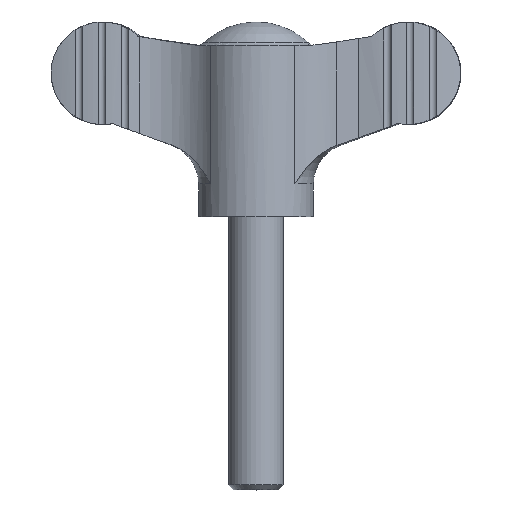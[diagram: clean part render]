
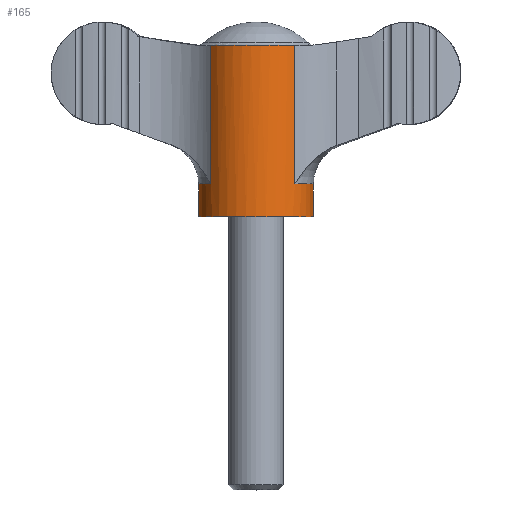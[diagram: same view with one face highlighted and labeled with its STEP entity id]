
A CAD part, top view. The second image highlights one B-rep face of the part: STEP entity #165.
In plain terms, the highlighted cylindrical face has radius 10.5 mm (diameter 21 mm), a full revolution.
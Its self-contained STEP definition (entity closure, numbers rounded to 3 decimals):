
#165 = ADVANCED_FACE( '', ( #334, #335 ), #336, .T. );
#334 = FACE_OUTER_BOUND( '', #500, .T. );
#335 = FACE_OUTER_BOUND( '', #501, .T. );
#336 = CYLINDRICAL_SURFACE( '', #502, 10.5 );
#500 = EDGE_LOOP( '', ( #926 ) );
#501 = EDGE_LOOP( '', ( #927, #928, #929, #930, #931, #932, #933, #934 ) );
#502 = AXIS2_PLACEMENT_3D( '', #935, #936, #937 );
#926 = ORIENTED_EDGE( '', *, *, #1035, .F. );
#927 = ORIENTED_EDGE( '', *, *, #1143, .T. );
#928 = ORIENTED_EDGE( '', *, *, #1121, .F. );
#929 = ORIENTED_EDGE( '', *, *, #1095, .F. );
#930 = ORIENTED_EDGE( '', *, *, #1140, .T. );
#931 = ORIENTED_EDGE( '', *, *, #1146, .T. );
#932 = ORIENTED_EDGE( '', *, *, #1110, .F. );
#933 = ORIENTED_EDGE( '', *, *, #1091, .F. );
#934 = ORIENTED_EDGE( '', *, *, #1130, .T. );
#935 = CARTESIAN_POINT( '', ( 0., 0., 0. ) );
#936 = DIRECTION( '', ( 0., 1., 0. ) );
#937 = DIRECTION( '', ( 0., 0., -1. ) );
#1035 = EDGE_CURVE( '', #1251, #1251, #1252, .T. );
#1091 = EDGE_CURVE( '', #1341, #1343, #1344, .T. );
#1095 = EDGE_CURVE( '', #1349, #1351, #1352, .T. );
#1110 = EDGE_CURVE( '', #1343, #1373, #1374, .T. );
#1121 = EDGE_CURVE( '', #1351, #1390, #1391, .T. );
#1130 = EDGE_CURVE( '', #1341, #1400, #1402, .T. );
#1140 = EDGE_CURVE( '', #1349, #1414, #1416, .T. );
#1143 = EDGE_CURVE( '', #1400, #1390, #1419, .T. );
#1146 = EDGE_CURVE( '', #1414, #1373, #1422, .T. );
#1251 = VERTEX_POINT( '', #1652 );
#1252 = CIRCLE( '', #1653, 10.5 );
#1341 = VERTEX_POINT( '', #2021 );
#1343 = VERTEX_POINT( '', #2028 );
#1344 = CIRCLE( '', #2029, 10.5 );
#1349 = VERTEX_POINT( '', #2039 );
#1351 = VERTEX_POINT( '', #2046 );
#1352 = CIRCLE( '', #2047, 10.5 );
#1373 = VERTEX_POINT( '', #2113 );
#1374 = LINE( '', #2114, #2115 );
#1390 = VERTEX_POINT( '', #2184 );
#1391 = LINE( '', #2185, #2186 );
#1400 = VERTEX_POINT( '', #2239 );
#1402 = LINE( '', #2256, #2257 );
#1414 = VERTEX_POINT( '', #2294 );
#1416 = LINE( '', #2311, #2312 );
#1419 = CIRCLE( '', #2315, 10.5 );
#1422 = CIRCLE( '', #2318, 10.5 );
#1652 = CARTESIAN_POINT( '', ( 0., 0., -10.5 ) );
#1653 = AXIS2_PLACEMENT_3D( '', #2488, #2489, #2490 );
#2021 = CARTESIAN_POINT( '', ( 8.303, 31.308, -6.427 ) );
#2028 = CARTESIAN_POINT( '', ( -7.109, 31.308, -7.728 ) );
#2029 = AXIS2_PLACEMENT_3D( '', #2513, #2514, #2515 );
#2039 = CARTESIAN_POINT( '', ( -8.303, 31.308, 6.427 ) );
#2046 = CARTESIAN_POINT( '', ( 7.109, 31.308, 7.728 ) );
#2047 = AXIS2_PLACEMENT_3D( '', #2519, #2520, #2521 );
#2113 = CARTESIAN_POINT( '', ( -7.109, 5.998, -7.728 ) );
#2114 = CARTESIAN_POINT( '', ( -7.109, 87.7, -7.728 ) );
#2115 = VECTOR( '', #2528, 1000. );
#2184 = CARTESIAN_POINT( '', ( 7.109, 5.998, 7.728 ) );
#2185 = CARTESIAN_POINT( '', ( 7.109, 87.7, 7.728 ) );
#2186 = VECTOR( '', #2534, 1000. );
#2239 = CARTESIAN_POINT( '', ( 8.303, 5.998, -6.427 ) );
#2256 = CARTESIAN_POINT( '', ( 8.303, 87.7, -6.427 ) );
#2257 = VECTOR( '', #2536, 1000. );
#2294 = CARTESIAN_POINT( '', ( -8.303, 5.998, 6.427 ) );
#2311 = CARTESIAN_POINT( '', ( -8.303, 87.7, 6.427 ) );
#2312 = VECTOR( '', #2539, 1000. );
#2315 = AXIS2_PLACEMENT_3D( '', #2543, #2544, #2545 );
#2318 = AXIS2_PLACEMENT_3D( '', #2549, #2550, #2551 );
#2488 = CARTESIAN_POINT( '', ( 0., 0., 0. ) );
#2489 = DIRECTION( '', ( 0., -1., 0. ) );
#2490 = DIRECTION( '', ( 0., 0., -1. ) );
#2513 = CARTESIAN_POINT( '', ( 0., 31.308, 0. ) );
#2514 = DIRECTION( '', ( 0., 1., 0. ) );
#2515 = DIRECTION( '', ( 0., 0., 1. ) );
#2519 = CARTESIAN_POINT( '', ( 0., 31.308, 0. ) );
#2520 = DIRECTION( '', ( 0., 1., 0. ) );
#2521 = DIRECTION( '', ( 0., 0., 1. ) );
#2528 = DIRECTION( '', ( 0., -1., 0. ) );
#2534 = DIRECTION( '', ( 0., -1., 0. ) );
#2536 = DIRECTION( '', ( 0., -1., 0. ) );
#2539 = DIRECTION( '', ( 0., -1., 0. ) );
#2543 = CARTESIAN_POINT( '', ( 0., 5.998, 0. ) );
#2544 = DIRECTION( '', ( 0., -1., 0. ) );
#2545 = DIRECTION( '', ( 0., 0., -1. ) );
#2549 = CARTESIAN_POINT( '', ( 0., 5.998, 0. ) );
#2550 = DIRECTION( '', ( 0., -1., 0. ) );
#2551 = DIRECTION( '', ( 0., 0., -1. ) );
